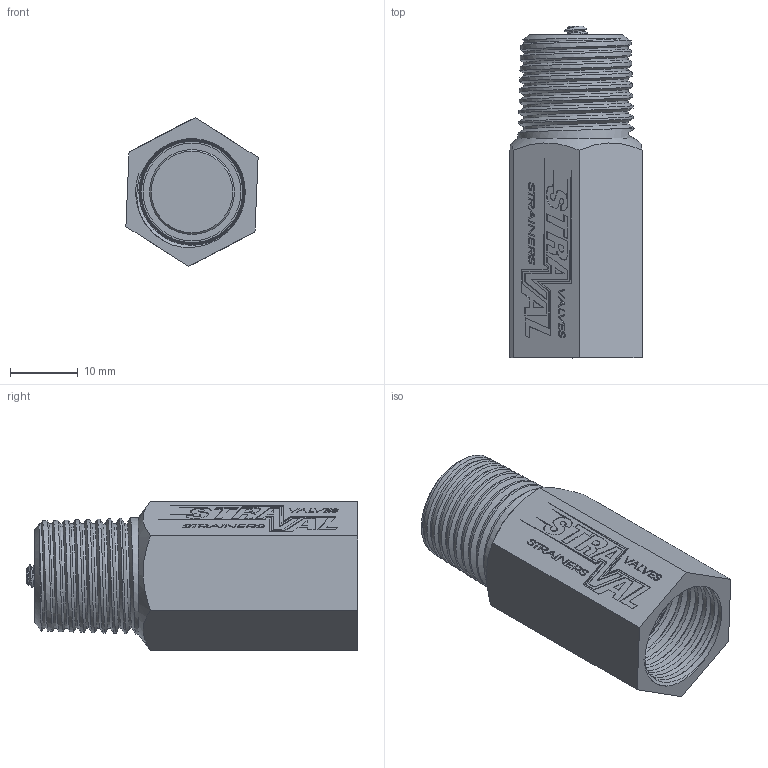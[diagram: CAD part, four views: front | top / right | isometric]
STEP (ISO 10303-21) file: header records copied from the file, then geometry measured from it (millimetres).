
FILE_DESCRIPTION (( 'STEP AP214' ), '1' );
FILE_NAME ('RVI05-03T.STEP', '2024-12-19T14:53:47', ( '' ), ( '' ), 'SwSTEP 2.0', 'SolidWorks 2018', '' );
FILE_SCHEMA (( 'AUTOMOTIVE_DESIGN' ));
Length unit declared in the file: inch
Products named in the file (2): RVI05-03T
Bounding box: 19.5 x 48.94 x 21.98 mm (x, y, z)
Volume: 8281.8 mm3; surface area: 6270.4 mm2
Topology: 3 solids, 3 shells, 318 faces, 816 edges, 534 vertices
Faces by surface type: plane 237, bspline 27, cone 25, cylinder 17, torus 12
Full cylindrical faces by diameter (mm): 3.125 x1, 3.513 x1, 3.571 x1, 12.522 x1, 12.7 x1, 14.427 x1, 14.935 x1, 17.148 x1
Entity records: 21818 total; most frequent: CARTESIAN_POINT 11567, ORIENTED_EDGE 1588, DIRECTION 1330, EDGE_CURVE 794, VECTOR 584, LINE 584, VERTEX_POINT 529, AXIS2_PLACEMENT_3D 373
